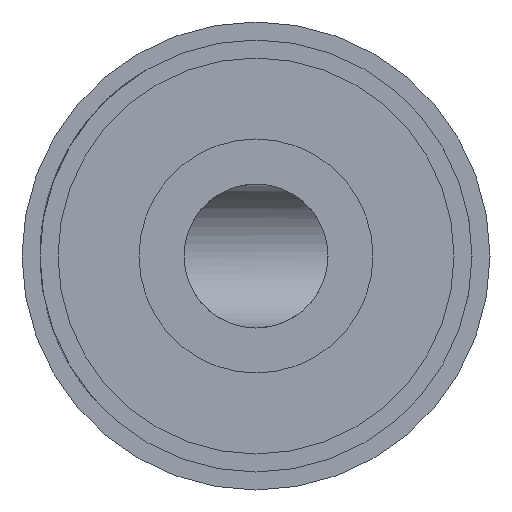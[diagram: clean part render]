
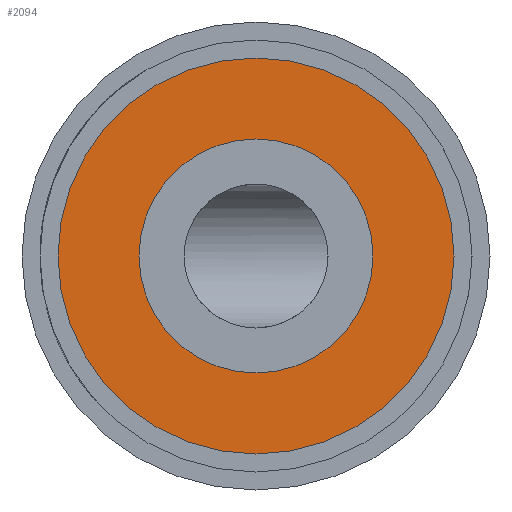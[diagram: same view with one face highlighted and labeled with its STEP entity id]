
A CAD part, left-side view. The second image highlights one B-rep face of the part: STEP entity #2094.
In plain terms, the highlighted planar face has unit normal (-1, 0, 0).
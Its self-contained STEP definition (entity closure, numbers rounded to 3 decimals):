
#86 = CIRCLE ( 'NONE', #4816, 11. ) ;
#331 = VERTEX_POINT ( 'NONE', #695 ) ;
#520 = CARTESIAN_POINT ( 'NONE',  ( 0., 0., 0. ) ) ;
#695 = CARTESIAN_POINT ( 'NONE',  ( 0., 0., -6.5 ) ) ;
#980 = FACE_BOUND ( 'NONE', #4031, .T. ) ;
#1155 = ORIENTED_EDGE ( 'NONE', *, *, #7432, .T. ) ;
#1169 = CARTESIAN_POINT ( 'NONE',  ( 0., 0., 0. ) ) ;
#1243 = CARTESIAN_POINT ( 'NONE',  ( 0., 0., 0. ) ) ;
#1916 = AXIS2_PLACEMENT_3D ( 'NONE', #1243, #5520, #3697 ) ;
#2094 = ADVANCED_FACE ( 'NONE', ( #980, #2284 ), #6698, .F. ) ;
#2194 = VERTEX_POINT ( 'NONE', #4142 ) ;
#2227 = ORIENTED_EDGE ( 'NONE', *, *, #5530, .T. ) ;
#2284 = FACE_OUTER_BOUND ( 'NONE', #2496, .T. ) ;
#2301 = EDGE_CURVE ( 'NONE', #331, #2194, #6245, .T. ) ;
#2429 = DIRECTION ( 'NONE',  ( 0., 0., -1. ) ) ;
#2496 = EDGE_LOOP ( 'NONE', ( #2227, #1155 ) ) ;
#2542 = ORIENTED_EDGE ( 'NONE', *, *, #7559, .T. ) ;
#3016 = DIRECTION ( 'NONE',  ( 0., 0., -1. ) ) ;
#3379 = DIRECTION ( 'NONE',  ( -1., 0., 0. ) ) ;
#3534 = ORIENTED_EDGE ( 'NONE', *, *, #2301, .T. ) ;
#3697 = DIRECTION ( 'NONE',  ( 0., 0., 1. ) ) ;
#4031 = EDGE_LOOP ( 'NONE', ( #2542, #3534 ) ) ;
#4142 = CARTESIAN_POINT ( 'NONE',  ( 0., 0., 6.5 ) ) ;
#4654 = AXIS2_PLACEMENT_3D ( 'NONE', #7902, #4761, #6079 ) ;
#4746 = CARTESIAN_POINT ( 'NONE',  ( 0., 0., 0. ) ) ;
#4761 = DIRECTION ( 'NONE',  ( 1., 0., 0. ) ) ;
#4816 = AXIS2_PLACEMENT_3D ( 'NONE', #4746, #3379, #5899 ) ;
#4947 = AXIS2_PLACEMENT_3D ( 'NONE', #1169, #7969, #2429 ) ;
#5069 = CIRCLE ( 'NONE', #1916, 11. ) ;
#5268 = VERTEX_POINT ( 'NONE', #6003 ) ;
#5520 = DIRECTION ( 'NONE',  ( -1., 0., 0. ) ) ;
#5525 = CARTESIAN_POINT ( 'NONE',  ( 0., 0., -11. ) ) ;
#5530 = EDGE_CURVE ( 'NONE', #5268, #7579, #5069, .T. ) ;
#5899 = DIRECTION ( 'NONE',  ( 0., 0., 1. ) ) ;
#6003 = CARTESIAN_POINT ( 'NONE',  ( 0., 0., 11. ) ) ;
#6079 = DIRECTION ( 'NONE',  ( 0., 0., -1. ) ) ;
#6234 = DIRECTION ( 'NONE',  ( 1., 0., 0. ) ) ;
#6245 = CIRCLE ( 'NONE', #7958, 6.5 ) ;
#6698 = PLANE ( 'NONE',  #4654 ) ;
#7432 = EDGE_CURVE ( 'NONE', #7579, #5268, #86, .T. ) ;
#7452 = CIRCLE ( 'NONE', #4947, 6.5 ) ;
#7559 = EDGE_CURVE ( 'NONE', #2194, #331, #7452, .T. ) ;
#7579 = VERTEX_POINT ( 'NONE', #5525 ) ;
#7902 = CARTESIAN_POINT ( 'NONE',  ( 0., 0., 0. ) ) ;
#7958 = AXIS2_PLACEMENT_3D ( 'NONE', #520, #6234, #3016 ) ;
#7969 = DIRECTION ( 'NONE',  ( 1., 0., 0. ) ) ;
